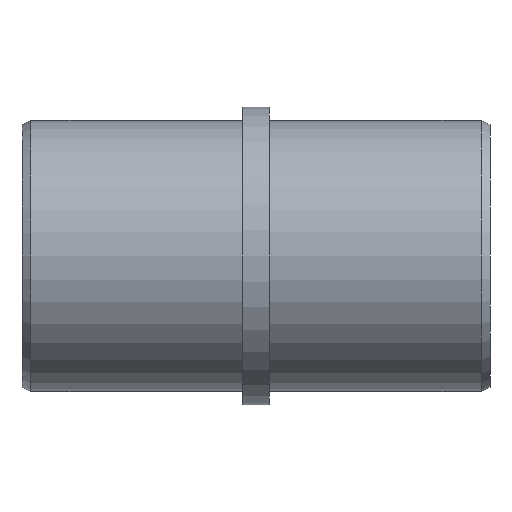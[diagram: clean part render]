
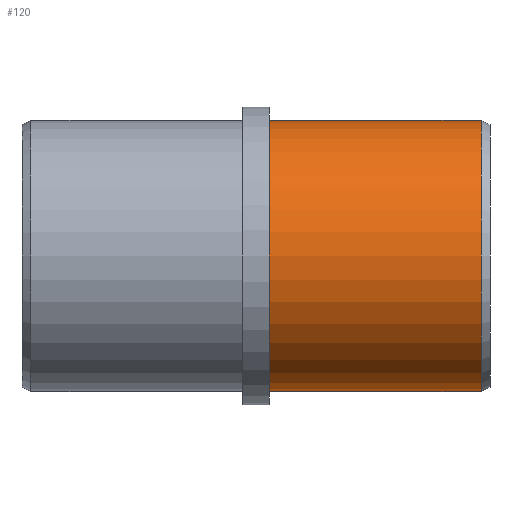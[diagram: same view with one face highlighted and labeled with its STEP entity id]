
A CAD part, front view. The second image highlights one B-rep face of the part: STEP entity #120.
In plain terms, the highlighted cylindrical face has radius 15.35 mm (diameter 30.7 mm), a partial arc.
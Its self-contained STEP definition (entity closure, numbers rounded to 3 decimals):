
#7 = VECTOR ( 'NONE', #387, 1000. ) ;
#12 = DIRECTION ( 'NONE',  ( -1., 0., 0. ) ) ;
#40 = CARTESIAN_POINT ( 'NONE',  ( 25.5, 0.628, -15.35 ) ) ;
#43 = CARTESIAN_POINT ( 'NONE',  ( 1.5, 0.628, 15.35 ) ) ;
#46 = DIRECTION ( 'NONE',  ( -1., 0., 0. ) ) ;
#51 = VERTEX_POINT ( 'NONE', #40 ) ;
#52 = EDGE_CURVE ( 'NONE', #51, #122, #343, .T. ) ;
#61 = EDGE_CURVE ( 'NONE', #51, #494, #240, .T. ) ;
#71 = VERTEX_POINT ( 'NONE', #43 ) ;
#74 = DIRECTION ( 'NONE',  ( 0., 0., 1. ) ) ;
#76 = DIRECTION ( 'NONE',  ( 0., 0., 1. ) ) ;
#83 = DIRECTION ( 'NONE',  ( -1., 0., 0. ) ) ;
#94 = EDGE_LOOP ( 'NONE', ( #218, #209, #412, #319 ) ) ;
#117 = AXIS2_PLACEMENT_3D ( 'NONE', #320, #46, #167 ) ;
#120 = ADVANCED_FACE ( 'NONE', ( #345 ), #157, .T. ) ;
#122 = VERTEX_POINT ( 'NONE', #379 ) ;
#157 = CYLINDRICAL_SURFACE ( 'NONE', #500, 15.35 ) ;
#167 = DIRECTION ( 'NONE',  ( 0., 0., 1. ) ) ;
#175 = LINE ( 'NONE', #445, #332 ) ;
#200 = CARTESIAN_POINT ( 'NONE',  ( 1.5, 0.628, -15.35 ) ) ;
#209 = ORIENTED_EDGE ( 'NONE', *, *, #52, .T. ) ;
#218 = ORIENTED_EDGE ( 'NONE', *, *, #61, .F. ) ;
#240 = LINE ( 'NONE', #464, #7 ) ;
#246 = EDGE_CURVE ( 'NONE', #122, #71, #175, .T. ) ;
#265 = EDGE_CURVE ( 'NONE', #494, #71, #394, .T. ) ;
#274 = CARTESIAN_POINT ( 'NONE',  ( -45.303, 0.628, 0. ) ) ;
#319 = ORIENTED_EDGE ( 'NONE', *, *, #265, .F. ) ;
#320 = CARTESIAN_POINT ( 'NONE',  ( 1.5, 0.628, 0. ) ) ;
#332 = VECTOR ( 'NONE', #12, 1000. ) ;
#343 = CIRCLE ( 'NONE', #454, 15.35 ) ;
#345 = FACE_OUTER_BOUND ( 'NONE', #94, .T. ) ;
#379 = CARTESIAN_POINT ( 'NONE',  ( 25.5, 0.628, 15.35 ) ) ;
#387 = DIRECTION ( 'NONE',  ( -1., 0., 0. ) ) ;
#394 = CIRCLE ( 'NONE', #117, 15.35 ) ;
#412 = ORIENTED_EDGE ( 'NONE', *, *, #246, .T. ) ;
#420 = DIRECTION ( 'NONE',  ( -1., 0., 0. ) ) ;
#445 = CARTESIAN_POINT ( 'NONE',  ( -45.303, 0.628, 15.35 ) ) ;
#454 = AXIS2_PLACEMENT_3D ( 'NONE', #504, #83, #76 ) ;
#464 = CARTESIAN_POINT ( 'NONE',  ( -45.303, 0.628, -15.35 ) ) ;
#494 = VERTEX_POINT ( 'NONE', #200 ) ;
#500 = AXIS2_PLACEMENT_3D ( 'NONE', #274, #420, #74 ) ;
#504 = CARTESIAN_POINT ( 'NONE',  ( 25.5, 0.628, 0. ) ) ;
